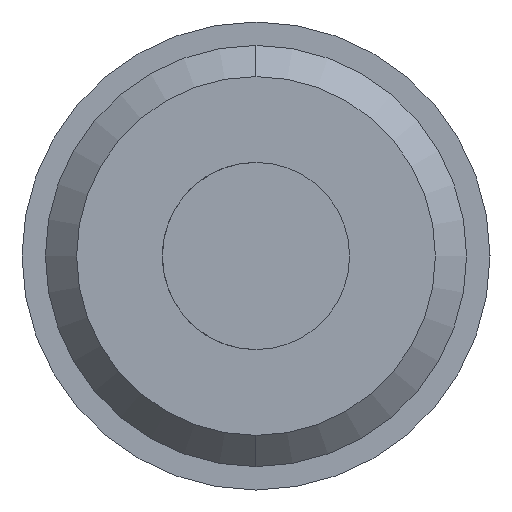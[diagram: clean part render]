
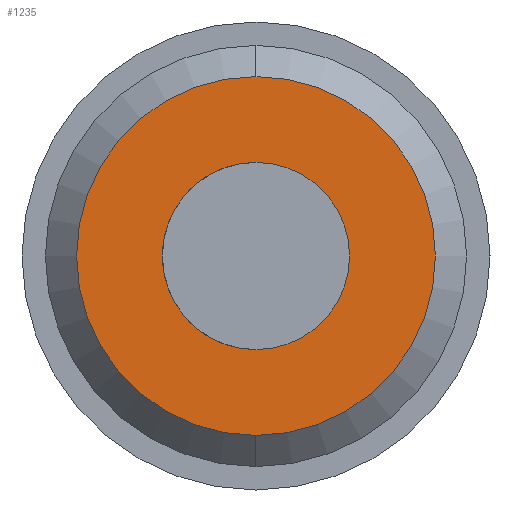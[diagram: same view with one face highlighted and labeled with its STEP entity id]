
A CAD part, left-side view. The second image highlights one B-rep face of the part: STEP entity #1235.
In plain terms, the highlighted planar face has unit normal (-1, 0, 0).
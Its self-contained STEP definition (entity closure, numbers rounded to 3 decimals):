
#14 = DIRECTION ( 'NONE',  ( 0., 0., -1. ) ) ;
#50 = ORIENTED_EDGE ( 'NONE', *, *, #1417, .T. ) ;
#61 = EDGE_CURVE ( 'NONE', #339, #810, #993, .T. ) ;
#67 = CIRCLE ( 'NONE', #1286, 0.6 ) ;
#77 = CARTESIAN_POINT ( 'NONE',  ( -6., 0., 0. ) ) ;
#124 = VERTEX_POINT ( 'NONE', #692 ) ;
#126 = DIRECTION ( 'NONE',  ( 1., 0., 0. ) ) ;
#138 = EDGE_CURVE ( 'NONE', #575, #124, #1413, .T. ) ;
#167 = DIRECTION ( 'NONE',  ( -1., 0., 0. ) ) ;
#213 = EDGE_LOOP ( 'NONE', ( #293, #450 ) ) ;
#222 = DIRECTION ( 'NONE',  ( 0., 0., 1. ) ) ;
#245 = ORIENTED_EDGE ( 'NONE', *, *, #138, .T. ) ;
#293 = ORIENTED_EDGE ( 'NONE', *, *, #61, .F. ) ;
#306 = FACE_OUTER_BOUND ( 'NONE', #475, .T. ) ;
#339 = VERTEX_POINT ( 'NONE', #394 ) ;
#347 = DIRECTION ( 'NONE',  ( -1., 0., 0. ) ) ;
#394 = CARTESIAN_POINT ( 'NONE',  ( -6., 0., -0.6 ) ) ;
#396 = AXIS2_PLACEMENT_3D ( 'NONE', #1011, #347, #945 ) ;
#411 = EDGE_CURVE ( 'NONE', #810, #339, #67, .T. ) ;
#439 = DIRECTION ( 'NONE',  ( -1., 0., 0. ) ) ;
#450 = ORIENTED_EDGE ( 'NONE', *, *, #411, .F. ) ;
#475 = EDGE_LOOP ( 'NONE', ( #245, #50 ) ) ;
#548 = CARTESIAN_POINT ( 'NONE',  ( -6., 0., 0. ) ) ;
#575 = VERTEX_POINT ( 'NONE', #1008 ) ;
#604 = CARTESIAN_POINT ( 'NONE',  ( -6., 0., 0.6 ) ) ;
#692 = CARTESIAN_POINT ( 'NONE',  ( -6., 0., 1.15 ) ) ;
#699 = AXIS2_PLACEMENT_3D ( 'NONE', #717, #167, #1186 ) ;
#717 = CARTESIAN_POINT ( 'NONE',  ( -6., 0., 0. ) ) ;
#747 = AXIS2_PLACEMENT_3D ( 'NONE', #1149, #126, #14 ) ;
#777 = CIRCLE ( 'NONE', #699, 1.15 ) ;
#810 = VERTEX_POINT ( 'NONE', #604 ) ;
#945 = DIRECTION ( 'NONE',  ( 0., 0., -1. ) ) ;
#978 = DIRECTION ( 'NONE',  ( 0., 0., 1. ) ) ;
#993 = CIRCLE ( 'NONE', #1046, 0.6 ) ;
#1008 = CARTESIAN_POINT ( 'NONE',  ( -6., 0., -1.15 ) ) ;
#1011 = CARTESIAN_POINT ( 'NONE',  ( -6., 0., 0. ) ) ;
#1033 = PLANE ( 'NONE',  #747 ) ;
#1046 = AXIS2_PLACEMENT_3D ( 'NONE', #548, #439, #222 ) ;
#1083 = DIRECTION ( 'NONE',  ( -1., 0., 0. ) ) ;
#1142 = FACE_BOUND ( 'NONE', #213, .T. ) ;
#1149 = CARTESIAN_POINT ( 'NONE',  ( -6., 0., 0. ) ) ;
#1186 = DIRECTION ( 'NONE',  ( 0., 0., -1. ) ) ;
#1235 = ADVANCED_FACE ( 'NONE', ( #1142, #306 ), #1033, .F. ) ;
#1286 = AXIS2_PLACEMENT_3D ( 'NONE', #77, #1083, #978 ) ;
#1413 = CIRCLE ( 'NONE', #396, 1.15 ) ;
#1417 = EDGE_CURVE ( 'NONE', #124, #575, #777, .T. ) ;
